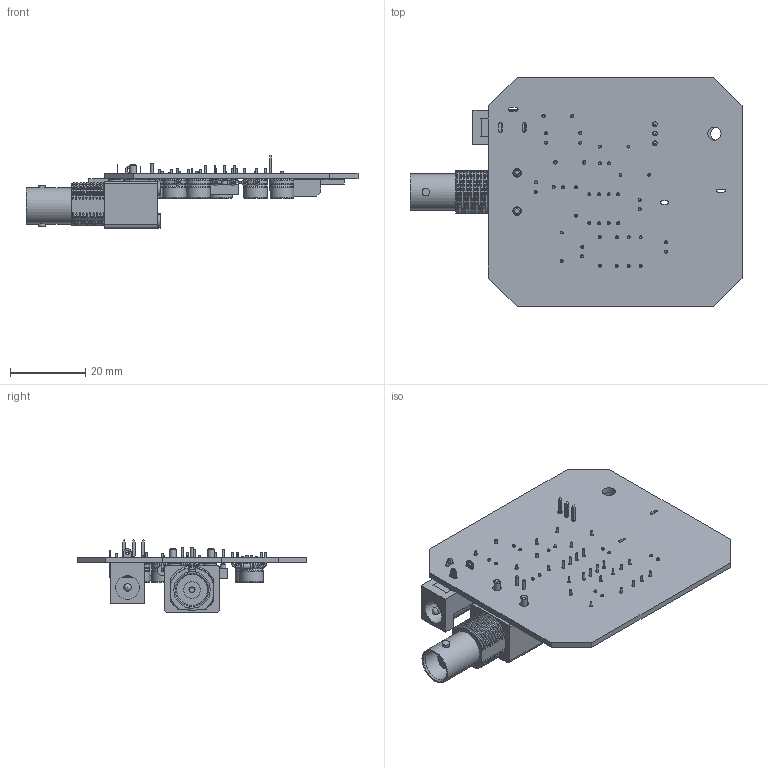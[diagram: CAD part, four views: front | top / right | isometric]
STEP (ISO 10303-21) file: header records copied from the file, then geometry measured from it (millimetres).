
FILE_DESCRIPTION(('KiCad electronic assembly'),'2;1');
FILE_NAME('mic_preamp_v1.step','2026-02-24T15:02:26',('Pcbnew'),('Kicad' ),'Open CASCADE STEP processor 7.9','KiCad to STEP converter', 'Unknown');
FILE_SCHEMA(('AUTOMOTIVE_DESIGN { 1 0 10303 214 1 1 1 1 }'));
Length unit declared in the file: millimetre
Products named in the file (9): mic_preamp_v1 1; BNC_Amphenol_B6252HB-NPP3G-50_Horizontal; C_Radial_D6.3mm_H5.0mm_P2.50mm; R_Axial_DIN0204_L3.6mm_D1.6mm_P7.62mm_Horizontal; TO-220-3_Horizontal_TabDown; BarrelJack_Horizontal; D_A-405_P7.62mm_Horizontal; DIP-8_W7.62mm_Socket; mic_preamp_v1_PCB
Assembly tree (22 placements, depth 2):
  mic_preamp_v1 1
    BNC_Amphenol_B6252HB-NPP3G-50_Horizontal
    C_Radial_D6.3mm_H5.0mm_P2.50mm  x7
    R_Axial_DIN0204_L3.6mm_D1.6mm_P7.62mm_Horizontal  x8
    TO-220-3_Horizontal_TabDown
    BarrelJack_Horizontal
    D_A-405_P7.62mm_Horizontal  x2
    DIP-8_W7.62mm_Socket
    mic_preamp_v1_PCB
Bounding box: 88.15 x 60.96 x 19.4 mm (x, y, z)
Volume: 11580 mm3; surface area: 15893 mm2
Topology: 26 solids, 33 shells, 997 faces, 2244 edges, 1433 vertices
Faces by surface type: plane 461, cylinder 307, bspline 133, torus 45, cone 30, revolution 14, sphere 5, extrusion 2
Full cylindrical faces by diameter (mm): 0.5 x32, 0.508 x16, 0.6 x22, 0.67 x4, 0.787 x16, 0.8 x22, 0.813 x2, 0.9 x4, 1 x2, 1.2 x3, 1.3 x1, 1.44 x8, 1.5 x2, 1.524 x8, 1.6 x17, 1.724 x8, 1.8 x2, 2 x6, 2.286 x2, 2.5 x2, 2.7 x4, 2.72 x2, 3.2 x3, 3.5 x2, 3.735 x1, 3.8 x1, 4.4 x1, 4.41 x21, 6.3 x15, 8.25 x1
Entity records: 29112 total; most frequent: CARTESIAN_POINT 9373, ORIENTED_EDGE 3238, DIRECTION 2815, EDGE_CURVE 1619, VERTEX_POINT 1045, AXIS2_PLACEMENT_3D 1006, FACE_BOUND 866, EDGE_LOOP 866
